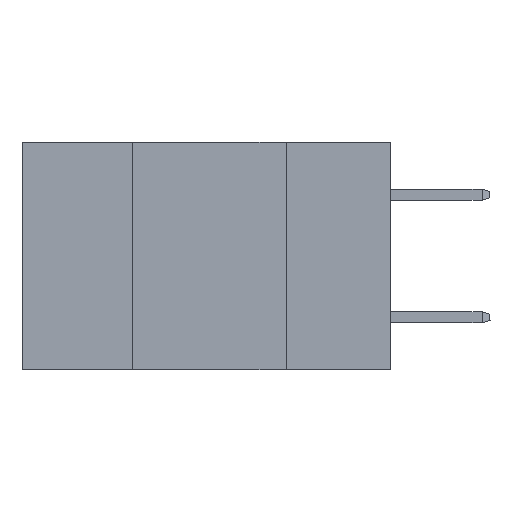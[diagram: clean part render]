
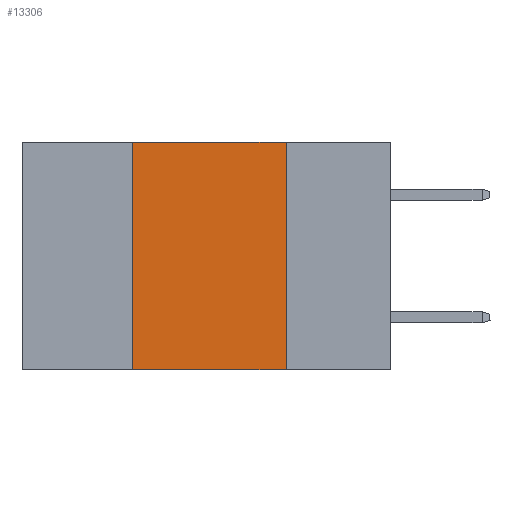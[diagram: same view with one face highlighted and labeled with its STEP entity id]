
A CAD part, left-side view. The second image highlights one B-rep face of the part: STEP entity #13306.
In plain terms, the highlighted planar face has unit normal (-1, 0, 0).
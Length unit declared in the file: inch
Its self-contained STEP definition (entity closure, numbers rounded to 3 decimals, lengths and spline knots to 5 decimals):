
#311 = VERTEX_POINT ( 'NONE', #11199 ) ;
#397 = EDGE_CURVE ( 'NONE', #311, #19687, #9326, .T. ) ;
#647 = LINE ( 'NONE', #7381, #7875 ) ;
#1454 = ORIENTED_EDGE ( 'NONE', *, *, #15504, .F. ) ;
#1474 = CARTESIAN_POINT ( 'NONE',  ( 0., 0.17, -0.37 ) ) ;
#1970 = EDGE_CURVE ( 'NONE', #2304, #21321, #5508, .T. ) ;
#2066 = PLANE ( 'NONE',  #20587 ) ;
#2304 = VERTEX_POINT ( 'NONE', #18449 ) ;
#3922 = DIRECTION ( 'NONE',  ( 0., 0., -1. ) ) ;
#5233 = CARTESIAN_POINT ( 'NONE',  ( 0., 0.6, -0.37 ) ) ;
#5508 = LINE ( 'NONE', #10496, #18352 ) ;
#5613 = CARTESIAN_POINT ( 'NONE',  ( 0., 0.6, 0. ) ) ;
#6768 = ORIENTED_EDGE ( 'NONE', *, *, #397, .T. ) ;
#7381 = CARTESIAN_POINT ( 'NONE',  ( 0., 0.17, 0. ) ) ;
#7406 = DIRECTION ( 'NONE',  ( 0., -1., 0. ) ) ;
#7875 = VECTOR ( 'NONE', #9106, 39.37008 ) ;
#9106 = DIRECTION ( 'NONE',  ( 0., 0., -1. ) ) ;
#9326 = LINE ( 'NONE', #5233, #21458 ) ;
#9849 = EDGE_CURVE ( 'NONE', #311, #2304, #19211, .T. ) ;
#10496 = CARTESIAN_POINT ( 'NONE',  ( 0., 0.6, 0. ) ) ;
#11199 = CARTESIAN_POINT ( 'NONE',  ( 0., 0.42, -0.37 ) ) ;
#11309 = CARTESIAN_POINT ( 'NONE',  ( 0., 0.17, 0. ) ) ;
#11520 = DIRECTION ( 'NONE',  ( 0., 0., 1. ) ) ;
#13140 = CARTESIAN_POINT ( 'NONE',  ( 0., 0.42, 0. ) ) ;
#13306 = ADVANCED_FACE ( 'NONE', ( #18928 ), #2066, .F. ) ;
#14140 = DIRECTION ( 'NONE',  ( 1., 0., 0. ) ) ;
#14889 = VECTOR ( 'NONE', #11520, 39.37008 ) ;
#15504 = EDGE_CURVE ( 'NONE', #21321, #19687, #647, .T. ) ;
#16228 = ORIENTED_EDGE ( 'NONE', *, *, #1970, .F. ) ;
#17237 = ORIENTED_EDGE ( 'NONE', *, *, #9849, .F. ) ;
#17864 = EDGE_LOOP ( 'NONE', ( #1454, #16228, #17237, #6768 ) ) ;
#18352 = VECTOR ( 'NONE', #19317, 39.37008 ) ;
#18449 = CARTESIAN_POINT ( 'NONE',  ( 0., 0.42, 0. ) ) ;
#18928 = FACE_OUTER_BOUND ( 'NONE', #17864, .T. ) ;
#19211 = LINE ( 'NONE', #13140, #14889 ) ;
#19317 = DIRECTION ( 'NONE',  ( 0., -1., 0. ) ) ;
#19687 = VERTEX_POINT ( 'NONE', #1474 ) ;
#20587 = AXIS2_PLACEMENT_3D ( 'NONE', #5613, #14140, #3922 ) ;
#21321 = VERTEX_POINT ( 'NONE', #11309 ) ;
#21458 = VECTOR ( 'NONE', #7406, 39.37008 ) ;
